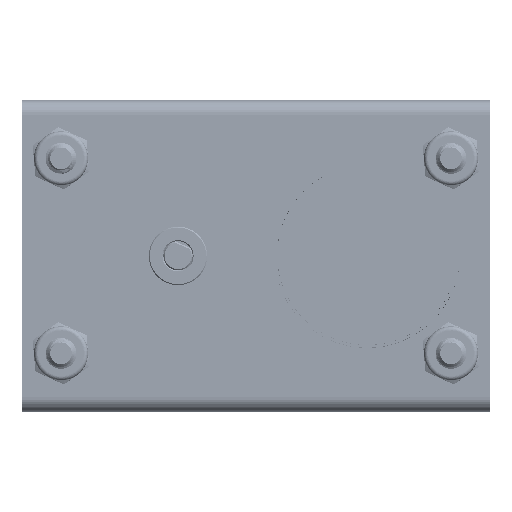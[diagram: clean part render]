
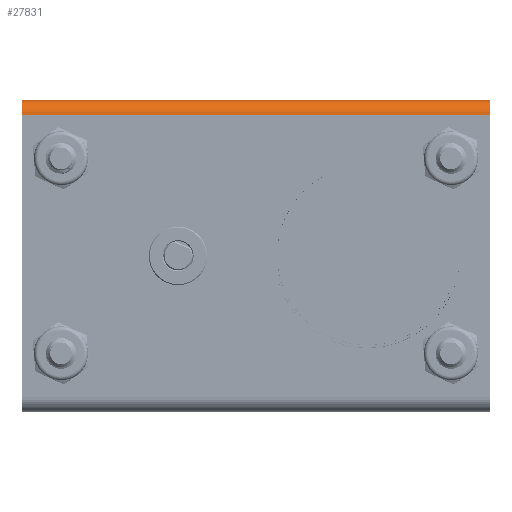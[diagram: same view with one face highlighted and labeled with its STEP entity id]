
A CAD part, top view. The second image highlights one B-rep face of the part: STEP entity #27831.
In plain terms, the highlighted cylindrical face has radius 3.023 mm (diameter 6.045 mm), a partial arc.
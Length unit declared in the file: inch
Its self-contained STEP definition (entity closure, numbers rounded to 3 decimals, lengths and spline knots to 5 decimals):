
#1572 = DIRECTION ( 'NONE',  ( 0., 0., 1. ) ) ;
#4668 = VERTEX_POINT ( 'NONE', #29253 ) ;
#5152 = ORIENTED_EDGE ( 'NONE', *, *, #53514, .F. ) ;
#5155 = LINE ( 'NONE', #13703, #58228 ) ;
#5870 = EDGE_CURVE ( 'NONE', #49118, #31250, #36812, .T. ) ;
#11121 = VERTEX_POINT ( 'NONE', #52071 ) ;
#13703 = CARTESIAN_POINT ( 'NONE',  ( 3.77953, 2.40069, 0. ) ) ;
#14401 = EDGE_CURVE ( 'NONE', #4668, #49118, #50893, .T. ) ;
#16190 = CYLINDRICAL_SURFACE ( 'NONE', #52079, 0.119 ) ;
#18512 = EDGE_LOOP ( 'NONE', ( #34530, #5152, #47995, #30280 ) ) ;
#24948 = CARTESIAN_POINT ( 'NONE',  ( 3.77953, 2.40069, -0.119 ) ) ;
#25911 = DIRECTION ( 'NONE',  ( -1., 0., 0. ) ) ;
#27674 = DIRECTION ( 'NONE',  ( 0., 0., 1. ) ) ;
#27831 = ADVANCED_FACE ( 'NONE', ( #61772 ), #16190, .T. ) ;
#28733 = DIRECTION ( 'NONE',  ( -1., 0., 0. ) ) ;
#28911 = DIRECTION ( 'NONE',  ( -1., 0., 0. ) ) ;
#29253 = CARTESIAN_POINT ( 'NONE',  ( 3.77953, 2.51969, -0.119 ) ) ;
#29426 = AXIS2_PLACEMENT_3D ( 'NONE', #56320, #46481, #27674 ) ;
#29743 = DIRECTION ( 'NONE',  ( 0., 0., 1. ) ) ;
#30280 = ORIENTED_EDGE ( 'NONE', *, *, #14401, .T. ) ;
#31250 = VERTEX_POINT ( 'NONE', #58234 ) ;
#32110 = CARTESIAN_POINT ( 'NONE',  ( 0., 2.51969, -0.119 ) ) ;
#34530 = ORIENTED_EDGE ( 'NONE', *, *, #5870, .T. ) ;
#35444 = AXIS2_PLACEMENT_3D ( 'NONE', #24948, #39762, #29743 ) ;
#36812 = CIRCLE ( 'NONE', #29426, 0.119 ) ;
#37964 = EDGE_CURVE ( 'NONE', #4668, #11121, #56040, .T. ) ;
#39762 = DIRECTION ( 'NONE',  ( 1., 0., 0. ) ) ;
#46481 = DIRECTION ( 'NONE',  ( 1., 0., 0. ) ) ;
#46690 = CARTESIAN_POINT ( 'NONE',  ( 3.77953, 2.51969, -0.119 ) ) ;
#47995 = ORIENTED_EDGE ( 'NONE', *, *, #37964, .F. ) ;
#49118 = VERTEX_POINT ( 'NONE', #32110 ) ;
#49397 = VECTOR ( 'NONE', #28911, 39.37008 ) ;
#50893 = LINE ( 'NONE', #46690, #49397 ) ;
#52071 = CARTESIAN_POINT ( 'NONE',  ( 3.77953, 2.40069, 0. ) ) ;
#52079 = AXIS2_PLACEMENT_3D ( 'NONE', #58972, #25911, #1572 ) ;
#53514 = EDGE_CURVE ( 'NONE', #11121, #31250, #5155, .T. ) ;
#56040 = CIRCLE ( 'NONE', #35444, 0.119 ) ;
#56320 = CARTESIAN_POINT ( 'NONE',  ( 0., 2.40069, -0.119 ) ) ;
#58228 = VECTOR ( 'NONE', #28733, 39.37008 ) ;
#58234 = CARTESIAN_POINT ( 'NONE',  ( 0., 2.40069, 0. ) ) ;
#58972 = CARTESIAN_POINT ( 'NONE',  ( 3.77953, 2.40069, -0.119 ) ) ;
#61772 = FACE_OUTER_BOUND ( 'NONE', #18512, .T. ) ;
